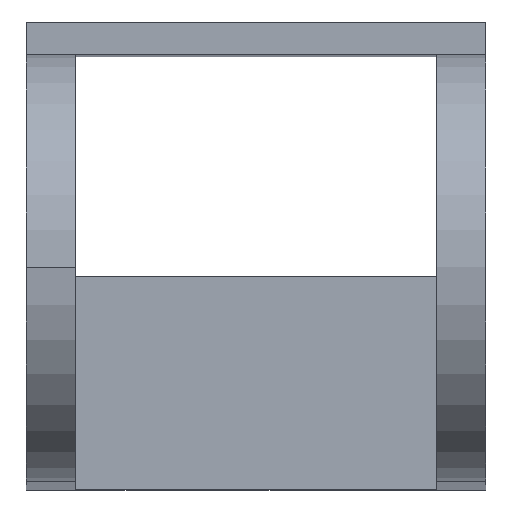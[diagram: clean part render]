
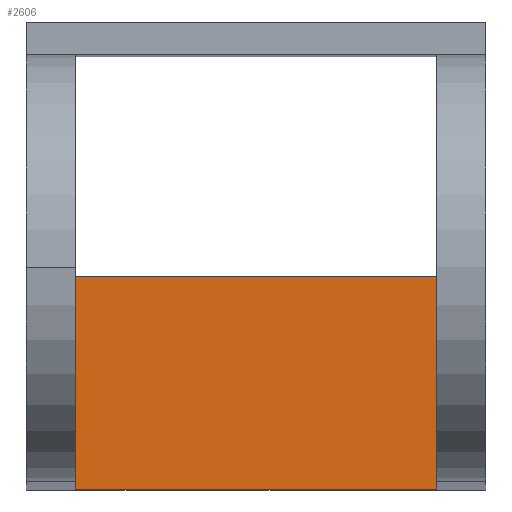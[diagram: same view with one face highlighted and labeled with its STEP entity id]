
A CAD part, top view. The second image highlights one B-rep face of the part: STEP entity #2606.
In plain terms, the highlighted planar face has unit normal (0, 0, 1).
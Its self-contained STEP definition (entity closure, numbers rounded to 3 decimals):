
#178 = DIRECTION ( 'NONE',  ( -1., 0., 0. ) ) ;
#250 = CARTESIAN_POINT ( 'NONE',  ( 125., -65., -1513.039 ) ) ;
#529 = ORIENTED_EDGE ( 'NONE', *, *, #2591, .T. ) ;
#642 = CARTESIAN_POINT ( 'NONE',  ( 140.002, -65., -1513.039 ) ) ;
#688 = PLANE ( 'NONE',  #972 ) ;
#908 = EDGE_CURVE ( 'NONE', #2031, #939, #1036, .T. ) ;
#931 = DIRECTION ( 'NONE',  ( 0., 1., 0. ) ) ;
#939 = VERTEX_POINT ( 'NONE', #2438 ) ;
#972 = AXIS2_PLACEMENT_3D ( 'NONE', #1354, #3009, #178 ) ;
#1036 = LINE ( 'NONE', #642, #2480 ) ;
#1104 = LINE ( 'NONE', #2742, #2311 ) ;
#1137 = DIRECTION ( 'NONE',  ( 0., -1., 0. ) ) ;
#1170 = VECTOR ( 'NONE', #931, 1000. ) ;
#1309 = ORIENTED_EDGE ( 'NONE', *, *, #1914, .T. ) ;
#1354 = CARTESIAN_POINT ( 'NONE',  ( 140.002, 0., -1513.039 ) ) ;
#1368 = CARTESIAN_POINT ( 'NONE',  ( 125., 0., -1513.039 ) ) ;
#1533 = ORIENTED_EDGE ( 'NONE', *, *, #1997, .T. ) ;
#1767 = VERTEX_POINT ( 'NONE', #2869 ) ;
#1844 = FACE_OUTER_BOUND ( 'NONE', #1974, .T. ) ;
#1855 = CARTESIAN_POINT ( 'NONE',  ( 140.002, 0., -1513.039 ) ) ;
#1883 = LINE ( 'NONE', #1368, #1170 ) ;
#1914 = EDGE_CURVE ( 'NONE', #2031, #2226, #1883, .T. ) ;
#1974 = EDGE_LOOP ( 'NONE', ( #2482, #1309, #1533, #529 ) ) ;
#1997 = EDGE_CURVE ( 'NONE', #2226, #1767, #2059, .T. ) ;
#2027 = DIRECTION ( 'NONE',  ( -1., 0., 0. ) ) ;
#2031 = VERTEX_POINT ( 'NONE', #250 ) ;
#2055 = VECTOR ( 'NONE', #2778, 1000. ) ;
#2059 = LINE ( 'NONE', #1855, #2055 ) ;
#2226 = VERTEX_POINT ( 'NONE', #2584 ) ;
#2311 = VECTOR ( 'NONE', #1137, 1000. ) ;
#2438 = CARTESIAN_POINT ( 'NONE',  ( 15., -65., -1513.039 ) ) ;
#2480 = VECTOR ( 'NONE', #2027, 1000. ) ;
#2482 = ORIENTED_EDGE ( 'NONE', *, *, #908, .F. ) ;
#2584 = CARTESIAN_POINT ( 'NONE',  ( 125., 0., -1513.039 ) ) ;
#2591 = EDGE_CURVE ( 'NONE', #1767, #939, #1104, .T. ) ;
#2606 = ADVANCED_FACE ( 'NONE', ( #1844 ), #688, .F. ) ;
#2742 = CARTESIAN_POINT ( 'NONE',  ( 15., 0., -1513.039 ) ) ;
#2778 = DIRECTION ( 'NONE',  ( -1., 0., 0. ) ) ;
#2869 = CARTESIAN_POINT ( 'NONE',  ( 15., 0., -1513.039 ) ) ;
#3009 = DIRECTION ( 'NONE',  ( 0., 0., -1. ) ) ;
